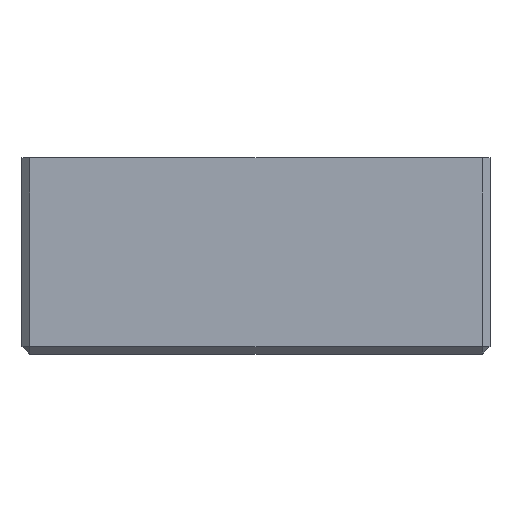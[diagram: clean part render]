
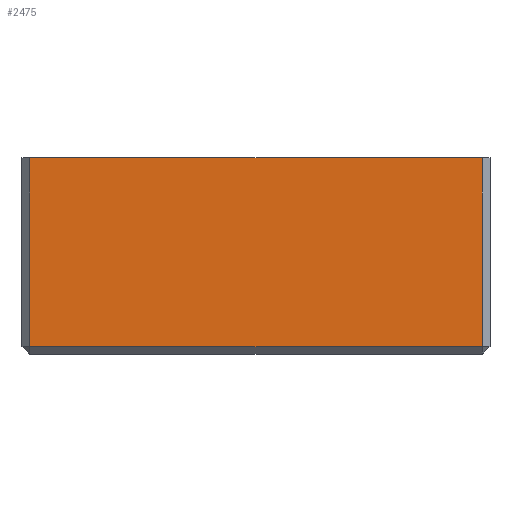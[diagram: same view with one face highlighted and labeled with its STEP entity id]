
A CAD part, front view. The second image highlights one B-rep face of the part: STEP entity #2475.
In plain terms, the highlighted planar face has unit normal (0, -1, 0).
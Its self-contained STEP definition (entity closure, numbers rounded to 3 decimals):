
#90=PLANE('',#2688);
#194=FACE_OUTER_BOUND('',#342,.T.);
#342=EDGE_LOOP('',(#2050,#2051,#2052,#2053));
#517=LINE('',#3823,#779);
#543=LINE('',#3882,#805);
#566=LINE('',#3949,#828);
#569=LINE('',#3954,#831);
#779=VECTOR('',#3067,1.);
#805=VECTOR('',#3117,1.);
#828=VECTOR('',#3200,1.);
#831=VECTOR('',#3207,1.);
#1175=VERTEX_POINT('',#3820);
#1176=VERTEX_POINT('',#3822);
#1196=VERTEX_POINT('',#3878);
#1197=VERTEX_POINT('',#3880);
#1451=EDGE_CURVE('',#1175,#1176,#517,.T.);
#1483=EDGE_CURVE('',#1196,#1197,#543,.T.);
#1516=EDGE_CURVE('',#1196,#1175,#566,.T.);
#1519=EDGE_CURVE('',#1197,#1176,#569,.T.);
#2050=ORIENTED_EDGE('',*,*,#1451,.F.);
#2051=ORIENTED_EDGE('',*,*,#1516,.F.);
#2052=ORIENTED_EDGE('',*,*,#1483,.T.);
#2053=ORIENTED_EDGE('',*,*,#1519,.T.);
#2475=ADVANCED_FACE('',(#194),#90,.F.);
#2688=AXIS2_PLACEMENT_3D('',#3953,#3205,#3206);
#3067=DIRECTION('',(1.,0.,0.));
#3117=DIRECTION('',(1.,0.,0.));
#3200=DIRECTION('',(0.,0.,1.));
#3205=DIRECTION('center_axis',(0.,1.,0.));
#3206=DIRECTION('ref_axis',(0.,0.,1.));
#3207=DIRECTION('',(0.,0.,1.));
#3820=CARTESIAN_POINT('',(-30.,-36.,22.5));
#3822=CARTESIAN_POINT('',(30.,-36.,22.5));
#3823=CARTESIAN_POINT('',(-31.,-36.,22.5));
#3878=CARTESIAN_POINT('',(-30.,-36.,-2.5));
#3880=CARTESIAN_POINT('',(30.,-36.,-2.5));
#3882=CARTESIAN_POINT('',(-31.,-36.,-2.5));
#3949=CARTESIAN_POINT('',(-30.,-36.,-3.5));
#3953=CARTESIAN_POINT('Origin',(-31.,-36.,-3.5));
#3954=CARTESIAN_POINT('',(30.,-36.,-3.5));
